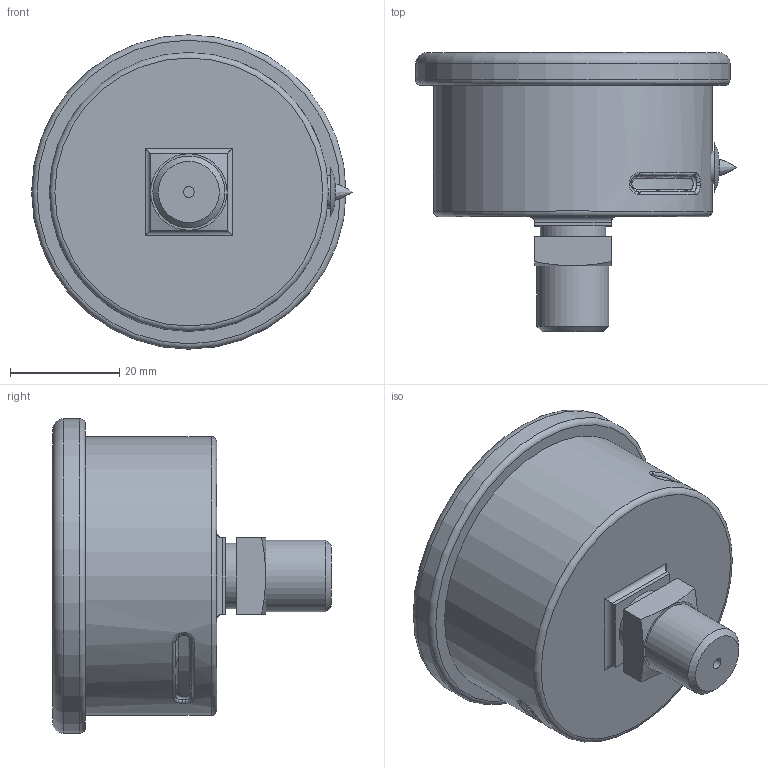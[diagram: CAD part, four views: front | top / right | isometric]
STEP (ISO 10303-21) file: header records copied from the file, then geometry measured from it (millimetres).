
FILE_DESCRIPTION(/* description */ ('ТМ-220Т-G1/4'),/* implementation_level */ '2;1');
FILE_NAME(/* name */ 'ТМ-220Т-G1_4.stp',/* time_stamp */ '2024-01-18T18:00:43+03:00',/* author */ ('Tech'),/* organization */ (''),/* preprocessor_version */ 'ST-DEVELOPER v18.1',/* originating_system */ 'Autodesk Inventor 2021',/* authorisation */ '');
FILE_SCHEMA (('AUTOMOTIVE_DESIGN { 1 0 10303 214 3 1 1 }'));
Length unit declared in the file: millimetre
Products named in the file (1): ТМ-220Т-G1/4
Bounding box: 58.66 x 51 x 57.5 mm (x, y, z)
Volume: 65890.7 mm3; surface area: 11319 mm2
Topology: 2 solids, 2 shells, 400 faces, 977 edges, 646 vertices
Faces by surface type: plane 319, bspline 39, cylinder 30, torus 8, cone 4
Full cylindrical faces by diameter (mm): 0.518 x1, 2 x1, 6 x1, 12 x1, 13.157 x1, 47 x1, 51 x1, 57.5 x1
Entity records: 12435 total; most frequent: CARTESIAN_POINT 3138, ORIENTED_EDGE 1952, DIRECTION 1723, EDGE_CURVE 976, LINE 783, VECTOR 783, VERTEX_POINT 646, AXIS2_PLACEMENT_3D 470
